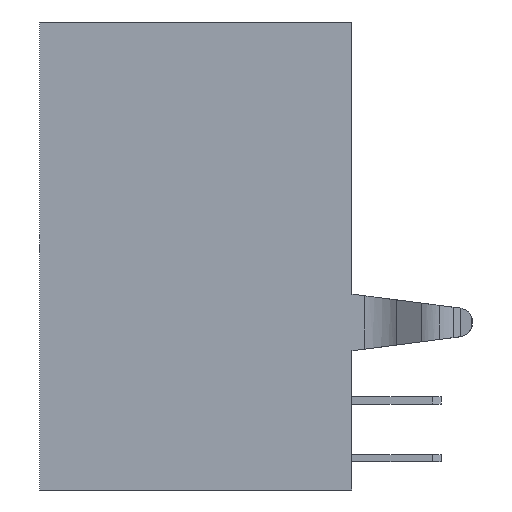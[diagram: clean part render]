
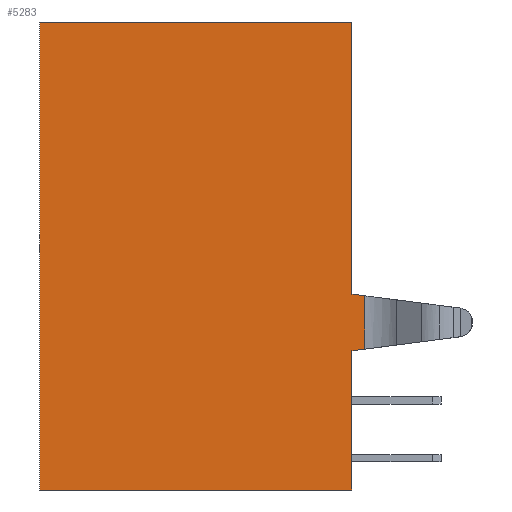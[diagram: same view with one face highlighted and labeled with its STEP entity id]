
A CAD part, left-side view. The second image highlights one B-rep face of the part: STEP entity #5283.
In plain terms, the highlighted planar face has unit normal (-1, 0, 0).
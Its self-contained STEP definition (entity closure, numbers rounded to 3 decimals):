
#31 = ORIENTED_EDGE ( 'NONE', *, *, #2951, .F. ) ;
#116 = VECTOR ( 'NONE', #5014, 1000. ) ;
#147 = CARTESIAN_POINT ( 'NONE',  ( -6.05, -5.463, -1.325 ) ) ;
#193 = DIRECTION ( 'NONE',  ( 0., -1., 0. ) ) ;
#297 = ORIENTED_EDGE ( 'NONE', *, *, #5019, .T. ) ;
#449 = ORIENTED_EDGE ( 'NONE', *, *, #491, .T. ) ;
#480 = LINE ( 'NONE', #5770, #2949 ) ;
#491 = EDGE_CURVE ( 'NONE', #5659, #5747, #1515, .T. ) ;
#583 = VERTEX_POINT ( 'NONE', #3554 ) ;
#594 = EDGE_LOOP ( 'NONE', ( #1129, #297, #3349, #3147, #449, #31, #4129, #5319, #717, #4507 ) ) ;
#620 = EDGE_CURVE ( 'NONE', #3543, #5659, #4036, .T. ) ;
#688 = LINE ( 'NONE', #3618, #3157 ) ;
#714 = EDGE_CURVE ( 'NONE', #5361, #2153, #5874, .T. ) ;
#717 = ORIENTED_EDGE ( 'NONE', *, *, #1791, .T. ) ;
#919 = EDGE_CURVE ( 'NONE', #5361, #3014, #4926, .T. ) ;
#1129 = ORIENTED_EDGE ( 'NONE', *, *, #4813, .F. ) ;
#1515 = LINE ( 'NONE', #5238, #4130 ) ;
#1738 = LINE ( 'NONE', #2490, #4929 ) ;
#1791 = EDGE_CURVE ( 'NONE', #3014, #583, #6035, .T. ) ;
#1822 = DIRECTION ( 'NONE',  ( 0., 1., 0. ) ) ;
#2028 = FACE_OUTER_BOUND ( 'NONE', #594, .T. ) ;
#2048 = CARTESIAN_POINT ( 'NONE',  ( -6.05, 5.4, -8.1 ) ) ;
#2102 = CARTESIAN_POINT ( 'NONE',  ( -6.05, 5.4, 8.1 ) ) ;
#2137 = CARTESIAN_POINT ( 'NONE',  ( -6.05, -5.85, -1.325 ) ) ;
#2146 = VECTOR ( 'NONE', #3057, 1000. ) ;
#2153 = VERTEX_POINT ( 'NONE', #6194 ) ;
#2347 = DIRECTION ( 'NONE',  ( 0., -0.992, 0.129 ) ) ;
#2490 = CARTESIAN_POINT ( 'NONE',  ( -6.05, -5.4, 8.1 ) ) ;
#2563 = DIRECTION ( 'NONE',  ( 0., 1., 0. ) ) ;
#2596 = DIRECTION ( 'NONE',  ( 0., 1., 0. ) ) ;
#2658 = CARTESIAN_POINT ( 'NONE',  ( -6.05, 5.4, 8.1 ) ) ;
#2721 = CARTESIAN_POINT ( 'NONE',  ( -6.05, -5.4, -1.325 ) ) ;
#2924 = CARTESIAN_POINT ( 'NONE',  ( -6.05, 5.4, 8.1 ) ) ;
#2949 = VECTOR ( 'NONE', #2347, 1000. ) ;
#2951 = EDGE_CURVE ( 'NONE', #2153, #5747, #1738, .T. ) ;
#2954 = VECTOR ( 'NONE', #2563, 1000. ) ;
#3014 = VERTEX_POINT ( 'NONE', #3493 ) ;
#3025 = VECTOR ( 'NONE', #4602, 1000. ) ;
#3057 = DIRECTION ( 'NONE',  ( 0., -1., 0. ) ) ;
#3147 = ORIENTED_EDGE ( 'NONE', *, *, #620, .T. ) ;
#3154 = VERTEX_POINT ( 'NONE', #4082 ) ;
#3157 = VECTOR ( 'NONE', #4117, 1000. ) ;
#3349 = ORIENTED_EDGE ( 'NONE', *, *, #4896, .F. ) ;
#3469 = AXIS2_PLACEMENT_3D ( 'NONE', #2102, #5523, #2596 ) ;
#3493 = CARTESIAN_POINT ( 'NONE',  ( -6.05, 5.4, -8.1 ) ) ;
#3543 = VERTEX_POINT ( 'NONE', #4412 ) ;
#3554 = CARTESIAN_POINT ( 'NONE',  ( -6.05, -5.4, -8.1 ) ) ;
#3618 = CARTESIAN_POINT ( 'NONE',  ( -6.05, -5.4, 8.1 ) ) ;
#4036 = LINE ( 'NONE', #4543, #116 ) ;
#4082 = CARTESIAN_POINT ( 'NONE',  ( -6.05, -5.85, -3.225 ) ) ;
#4094 = CARTESIAN_POINT ( 'NONE',  ( -6.05, 5.4, 8.1 ) ) ;
#4117 = DIRECTION ( 'NONE',  ( 0., 0., -1. ) ) ;
#4129 = ORIENTED_EDGE ( 'NONE', *, *, #714, .F. ) ;
#4130 = VECTOR ( 'NONE', #1822, 1000. ) ;
#4260 = LINE ( 'NONE', #4976, #2954 ) ;
#4327 = LINE ( 'NONE', #2137, #3025 ) ;
#4412 = CARTESIAN_POINT ( 'NONE',  ( -6.05, -5.85, -1.375 ) ) ;
#4419 = VECTOR ( 'NONE', #193, 1000. ) ;
#4507 = ORIENTED_EDGE ( 'NONE', *, *, #6171, .F. ) ;
#4543 = CARTESIAN_POINT ( 'NONE',  ( -6.05, 6.423, 0.218 ) ) ;
#4602 = DIRECTION ( 'NONE',  ( 0., 0., -1. ) ) ;
#4813 = EDGE_CURVE ( 'NONE', #5599, #5577, #4260, .T. ) ;
#4896 = EDGE_CURVE ( 'NONE', #3543, #3154, #4327, .T. ) ;
#4926 = LINE ( 'NONE', #2924, #6097 ) ;
#4929 = VECTOR ( 'NONE', #5904, 1000. ) ;
#4976 = CARTESIAN_POINT ( 'NONE',  ( -6.05, 0., -3.275 ) ) ;
#5014 = DIRECTION ( 'NONE',  ( 0., 0.992, 0.129 ) ) ;
#5019 = EDGE_CURVE ( 'NONE', #5599, #3154, #480, .T. ) ;
#5226 = CARTESIAN_POINT ( 'NONE',  ( -6.05, -5.4, -3.275 ) ) ;
#5238 = CARTESIAN_POINT ( 'NONE',  ( -6.05, 0., -1.325 ) ) ;
#5283 = ADVANCED_FACE ( 'NONE', ( #2028 ), #5499, .F. ) ;
#5319 = ORIENTED_EDGE ( 'NONE', *, *, #919, .T. ) ;
#5361 = VERTEX_POINT ( 'NONE', #4094 ) ;
#5499 = PLANE ( 'NONE',  #3469 ) ;
#5523 = DIRECTION ( 'NONE',  ( 1., 0., 0. ) ) ;
#5577 = VERTEX_POINT ( 'NONE', #5226 ) ;
#5599 = VERTEX_POINT ( 'NONE', #5695 ) ;
#5659 = VERTEX_POINT ( 'NONE', #147 ) ;
#5695 = CARTESIAN_POINT ( 'NONE',  ( -6.05, -5.463, -3.275 ) ) ;
#5747 = VERTEX_POINT ( 'NONE', #2721 ) ;
#5770 = CARTESIAN_POINT ( 'NONE',  ( -6.05, 3.768, -4.473 ) ) ;
#5849 = DIRECTION ( 'NONE',  ( 0., 0., -1. ) ) ;
#5874 = LINE ( 'NONE', #2658, #4419 ) ;
#5904 = DIRECTION ( 'NONE',  ( 0., 0., -1. ) ) ;
#6035 = LINE ( 'NONE', #2048, #2146 ) ;
#6097 = VECTOR ( 'NONE', #5849, 1000. ) ;
#6171 = EDGE_CURVE ( 'NONE', #5577, #583, #688, .T. ) ;
#6194 = CARTESIAN_POINT ( 'NONE',  ( -6.05, -5.4, 8.1 ) ) ;
